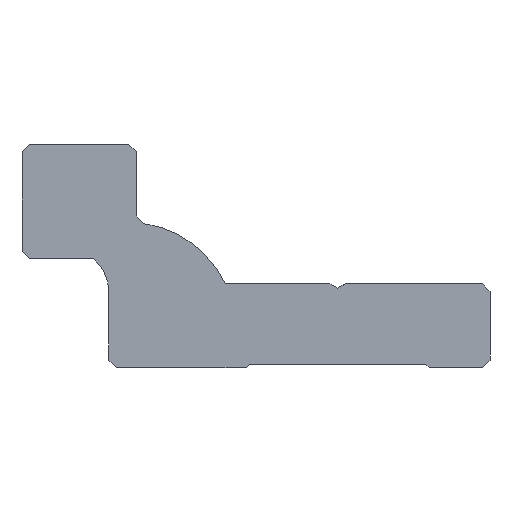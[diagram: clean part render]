
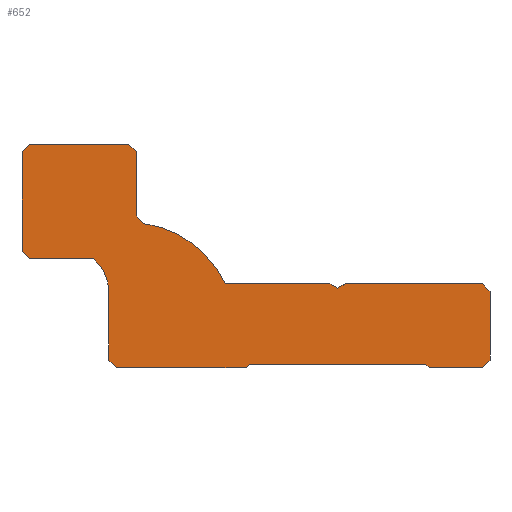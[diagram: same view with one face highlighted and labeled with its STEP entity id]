
A CAD part, front view. The second image highlights one B-rep face of the part: STEP entity #652.
In plain terms, the highlighted planar face has unit normal (0, -1, 0).
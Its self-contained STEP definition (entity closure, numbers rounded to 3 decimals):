
#15=LINE($,#918,#89);
#24=LINE($,#936,#98);
#30=LINE($,#948,#104);
#33=LINE($,#953,#107);
#34=LINE($,#955,#108);
#38=LINE($,#967,#112);
#41=LINE($,#973,#115);
#44=LINE($,#979,#118);
#47=LINE($,#985,#121);
#50=LINE($,#991,#124);
#53=LINE($,#997,#127);
#56=LINE($,#1003,#130);
#59=LINE($,#1009,#133);
#63=LINE($,#1021,#137);
#66=LINE($,#1027,#140);
#69=LINE($,#1033,#143);
#72=LINE($,#1039,#146);
#75=LINE($,#1045,#149);
#78=LINE($,#1051,#152);
#81=LINE($,#1057,#155);
#84=LINE($,#1063,#158);
#86=LINE($,#1066,#160);
#89=VECTOR($,#744,9.);
#98=VECTOR($,#759,6.865);
#104=VECTOR($,#771,0.707);
#107=VECTOR($,#776,0.577);
#108=VECTOR($,#779,0.577);
#112=VECTOR($,#791,0.707);
#115=VECTOR($,#796,4.2);
#118=VECTOR($,#801,0.707);
#121=VECTOR($,#806,6.5);
#124=VECTOR($,#811,0.707);
#127=VECTOR($,#816,6.5);
#130=VECTOR($,#821,0.707);
#133=VECTOR($,#826,4.2);
#137=VECTOR($,#838,4.407);
#140=VECTOR($,#843,0.707);
#143=VECTOR($,#848,8.5);
#146=VECTOR($,#853,0.283);
#149=VECTOR($,#858,11.6);
#152=VECTOR($,#863,0.283);
#155=VECTOR($,#868,3.5);
#158=VECTOR($,#873,0.707);
#160=VECTOR($,#877,4.5);
#188=PLANE($,#705);
#232=FACE_OUTER_BOUND($,#268,.T.);
#268=EDGE_LOOP($,(#593,#594,#595,#596,#597,#598,#599,#600,#601,#602,#603,
#604,#605,#606,#607,#608,#609,#610,#611,#612,#613,#614,#615,#616));
#276=CIRCLE($,#683,7.);
#278=CIRCLE($,#694,3.027);
#293=VERTEX_POINT($,#915);
#294=VERTEX_POINT($,#917);
#299=VERTEX_POINT($,#933);
#300=VERTEX_POINT($,#935);
#303=VERTEX_POINT($,#947);
#304=VERTEX_POINT($,#951);
#306=VERTEX_POINT($,#959);
#308=VERTEX_POINT($,#965);
#310=VERTEX_POINT($,#971);
#312=VERTEX_POINT($,#977);
#314=VERTEX_POINT($,#983);
#316=VERTEX_POINT($,#989);
#318=VERTEX_POINT($,#995);
#320=VERTEX_POINT($,#1001);
#322=VERTEX_POINT($,#1007);
#324=VERTEX_POINT($,#1013);
#326=VERTEX_POINT($,#1019);
#328=VERTEX_POINT($,#1025);
#330=VERTEX_POINT($,#1031);
#332=VERTEX_POINT($,#1037);
#334=VERTEX_POINT($,#1043);
#336=VERTEX_POINT($,#1049);
#338=VERTEX_POINT($,#1055);
#340=VERTEX_POINT($,#1061);
#357=EDGE_CURVE($,#294,#293,#15,.T.);
#366=EDGE_CURVE($,#300,#299,#24,.T.);
#372=EDGE_CURVE($,#303,#294,#30,.T.);
#375=EDGE_CURVE($,#293,#304,#33,.T.);
#376=EDGE_CURVE($,#304,#300,#34,.T.);
#379=EDGE_CURVE($,#299,#306,#276,.T.);
#382=EDGE_CURVE($,#306,#308,#38,.T.);
#385=EDGE_CURVE($,#308,#310,#41,.T.);
#388=EDGE_CURVE($,#310,#312,#44,.T.);
#391=EDGE_CURVE($,#312,#314,#47,.T.);
#394=EDGE_CURVE($,#314,#316,#50,.T.);
#397=EDGE_CURVE($,#316,#318,#53,.T.);
#400=EDGE_CURVE($,#318,#320,#56,.T.);
#403=EDGE_CURVE($,#320,#322,#59,.T.);
#406=EDGE_CURVE($,#324,#322,#278,.T.);
#409=EDGE_CURVE($,#324,#326,#63,.T.);
#412=EDGE_CURVE($,#326,#328,#66,.T.);
#415=EDGE_CURVE($,#328,#330,#69,.T.);
#418=EDGE_CURVE($,#330,#332,#72,.T.);
#421=EDGE_CURVE($,#332,#334,#75,.T.);
#424=EDGE_CURVE($,#334,#336,#78,.T.);
#427=EDGE_CURVE($,#336,#338,#81,.T.);
#430=EDGE_CURVE($,#338,#340,#84,.T.);
#432=EDGE_CURVE($,#340,#303,#86,.T.);
#593=ORIENTED_EDGE($,*,*,#432,.T.);
#594=ORIENTED_EDGE($,*,*,#372,.T.);
#595=ORIENTED_EDGE($,*,*,#357,.T.);
#596=ORIENTED_EDGE($,*,*,#375,.T.);
#597=ORIENTED_EDGE($,*,*,#376,.T.);
#598=ORIENTED_EDGE($,*,*,#366,.T.);
#599=ORIENTED_EDGE($,*,*,#379,.T.);
#600=ORIENTED_EDGE($,*,*,#382,.T.);
#601=ORIENTED_EDGE($,*,*,#385,.T.);
#602=ORIENTED_EDGE($,*,*,#388,.T.);
#603=ORIENTED_EDGE($,*,*,#391,.T.);
#604=ORIENTED_EDGE($,*,*,#394,.T.);
#605=ORIENTED_EDGE($,*,*,#397,.T.);
#606=ORIENTED_EDGE($,*,*,#400,.T.);
#607=ORIENTED_EDGE($,*,*,#403,.T.);
#608=ORIENTED_EDGE($,*,*,#406,.F.);
#609=ORIENTED_EDGE($,*,*,#409,.T.);
#610=ORIENTED_EDGE($,*,*,#412,.T.);
#611=ORIENTED_EDGE($,*,*,#415,.T.);
#612=ORIENTED_EDGE($,*,*,#418,.T.);
#613=ORIENTED_EDGE($,*,*,#421,.T.);
#614=ORIENTED_EDGE($,*,*,#424,.T.);
#615=ORIENTED_EDGE($,*,*,#427,.T.);
#616=ORIENTED_EDGE($,*,*,#430,.T.);
#652=ADVANCED_FACE($,(#232),#188,.T.);
#683=AXIS2_PLACEMENT_3D($,#961,#785,#786);
#694=AXIS2_PLACEMENT_3D($,#1015,#832,#833);
#705=AXIS2_PLACEMENT_3D($,#1068,#880,#881);
#744=DIRECTION($,(-1.,0.,0.));
#759=DIRECTION($,(-1.,0.,0.));
#771=DIRECTION($,(-0.707,0.,0.707));
#776=DIRECTION($,(-0.866,0.,-0.5));
#779=DIRECTION($,(-0.866,0.,0.5));
#785=DIRECTION('center_axis',(0.,-1.,0.));
#786=DIRECTION('ref_axis',(0.905,0.,0.425));
#791=DIRECTION($,(-0.707,0.,0.707));
#796=DIRECTION($,(0.,0.,1.));
#801=DIRECTION($,(-0.707,0.,0.707));
#806=DIRECTION($,(-1.,0.,0.));
#811=DIRECTION($,(-0.707,0.,-0.707));
#816=DIRECTION($,(0.,0.,-1.));
#821=DIRECTION($,(0.707,0.,-0.707));
#826=DIRECTION($,(1.,0.,0.));
#832=DIRECTION('center_axis',(0.,-1.,0.));
#833=DIRECTION('ref_axis',(1.,0.,0.002));
#838=DIRECTION($,(0.,0.,-1.));
#843=DIRECTION($,(0.707,0.,-0.707));
#848=DIRECTION($,(1.,0.,0.));
#853=DIRECTION($,(0.707,0.,0.707));
#858=DIRECTION($,(1.,0.,0.));
#863=DIRECTION($,(0.707,0.,-0.707));
#868=DIRECTION($,(1.,0.,0.));
#873=DIRECTION($,(0.707,0.,0.707));
#877=DIRECTION($,(0.,0.,1.));
#880=DIRECTION('center_axis',(0.,-1.,0.));
#881=DIRECTION('ref_axis',(1.,0.,0.));
#915=CARTESIAN_POINT('',(-9.5,0.,5.5));
#917=CARTESIAN_POINT('',(-0.5,0.,5.5));
#918=CARTESIAN_POINT($,(-0.5,0.,5.5));
#933=CARTESIAN_POINT('',(-17.365,0.,5.5));
#935=CARTESIAN_POINT('',(-10.5,0.,5.5));
#936=CARTESIAN_POINT($,(-10.5,0.,5.5));
#947=CARTESIAN_POINT('',(0.,0.,5.));
#948=CARTESIAN_POINT($,(0.,0.,5.));
#951=CARTESIAN_POINT('',(-10.,0.,5.211));
#953=CARTESIAN_POINT($,(-9.5,0.,5.5));
#955=CARTESIAN_POINT($,(-10.,0.,5.211));
#959=CARTESIAN_POINT('',(-22.7,0.,9.45));
#961=CARTESIAN_POINT('Origin',(-23.7,0.,2.522));
#965=CARTESIAN_POINT('',(-23.2,0.,9.95));
#967=CARTESIAN_POINT($,(-22.7,0.,9.45));
#971=CARTESIAN_POINT('',(-23.2,0.,14.15));
#973=CARTESIAN_POINT($,(-23.2,0.,9.95));
#977=CARTESIAN_POINT('',(-23.7,0.,14.65));
#979=CARTESIAN_POINT($,(-23.2,0.,14.15));
#983=CARTESIAN_POINT('',(-30.2,0.,14.65));
#985=CARTESIAN_POINT($,(-23.7,0.,14.65));
#989=CARTESIAN_POINT('',(-30.7,0.,14.15));
#991=CARTESIAN_POINT($,(-30.2,0.,14.65));
#995=CARTESIAN_POINT('',(-30.7,0.,7.65));
#997=CARTESIAN_POINT($,(-30.7,0.,14.15));
#1001=CARTESIAN_POINT('',(-30.2,0.,7.15));
#1003=CARTESIAN_POINT($,(-30.7,0.,7.65));
#1007=CARTESIAN_POINT('',(-26.,0.,7.15));
#1009=CARTESIAN_POINT($,(-30.2,0.,7.15));
#1013=CARTESIAN_POINT('',(-25.,0.,4.907));
#1015=CARTESIAN_POINT('Origin',(-28.027,0.,4.902));
#1019=CARTESIAN_POINT('',(-25.,0.,0.5));
#1021=CARTESIAN_POINT($,(-25.,0.,4.907));
#1025=CARTESIAN_POINT('',(-24.5,0.,0.));
#1027=CARTESIAN_POINT($,(-25.,0.,0.5));
#1031=CARTESIAN_POINT('',(-16.,0.,0.));
#1033=CARTESIAN_POINT($,(-24.5,0.,0.));
#1037=CARTESIAN_POINT('',(-15.8,0.,0.2));
#1039=CARTESIAN_POINT($,(-16.,0.,0.));
#1043=CARTESIAN_POINT('',(-4.2,0.,0.2));
#1045=CARTESIAN_POINT($,(-15.8,0.,0.2));
#1049=CARTESIAN_POINT('',(-4.,0.,0.));
#1051=CARTESIAN_POINT($,(-4.2,0.,0.2));
#1055=CARTESIAN_POINT('',(-0.5,0.,0.));
#1057=CARTESIAN_POINT($,(-4.,0.,0.));
#1061=CARTESIAN_POINT('',(0.,0.,0.5));
#1063=CARTESIAN_POINT($,(-0.5,0.,0.));
#1066=CARTESIAN_POINT($,(0.,0.,0.5));
#1068=CARTESIAN_POINT('Origin',(-16.866,0.,5.51));
